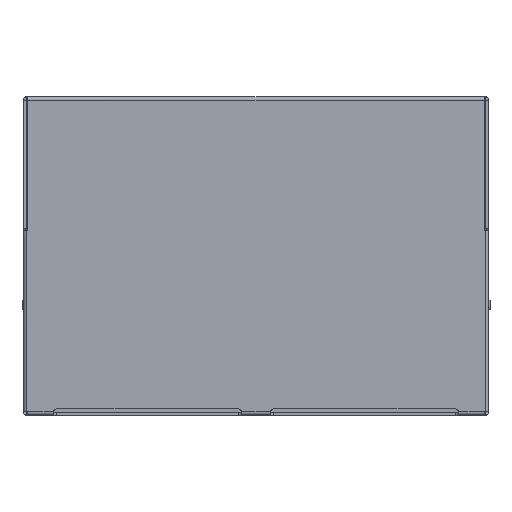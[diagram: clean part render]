
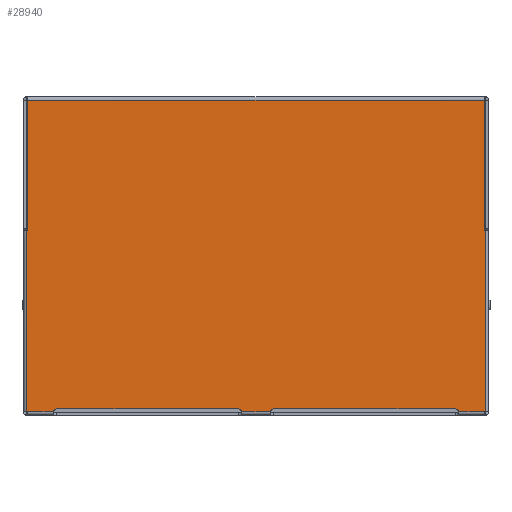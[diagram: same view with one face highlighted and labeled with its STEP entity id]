
A CAD part, front view. The second image highlights one B-rep face of the part: STEP entity #28940.
In plain terms, the highlighted planar face has unit normal (0, -1, 0).
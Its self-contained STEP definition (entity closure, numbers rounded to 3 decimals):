
#7714=DIRECTION('',(0.,0.,1.));
#7715=VECTOR('',#7714,8.651);
#7716=CARTESIAN_POINT('',(-15.129,-6.775,12.029));
#7717=LINE('',#7716,#7715);
#7750=DIRECTION('',(1.,0.,0.));
#7751=VECTOR('',#7750,30.259);
#7752=CARTESIAN_POINT('',(-15.129,-6.775,20.68));
#7753=LINE('',#7752,#7751);
#9053=DIRECTION('',(0.,0.,1.));
#9054=VECTOR('',#9053,12.009);
#9055=CARTESIAN_POINT('',(-15.179,-6.775,0.02));
#9056=LINE('',#9055,#9054);
#9073=DIRECTION('',(-1.,0.,0.));
#9074=VECTOR('',#9073,0.05);
#9075=CARTESIAN_POINT('',(-15.129,-6.775,12.029));
#9076=LINE('',#9075,#9074);
#9077=DIRECTION('',(0.,0.,1.));
#9078=VECTOR('',#9077,8.651);
#9079=CARTESIAN_POINT('',(15.129,-6.775,12.029));
#9080=LINE('',#9079,#9078);
#9081=DIRECTION('',(1.,0.,0.));
#9082=VECTOR('',#9081,0.05);
#9083=CARTESIAN_POINT('',(15.129,-6.775,0.02));
#9084=LINE('',#9083,#9082);
#9085=CARTESIAN_POINT('',(13.185,-6.775,-0.027));
#9086=DIRECTION('',(0.,1.,0.));
#9087=DIRECTION('',(0.,0.,1.));
#9088=AXIS2_PLACEMENT_3D('',#9085,#9086,#9087);
#9090=DIRECTION('',(1.,0.,0.));
#9091=VECTOR('',#9090,12.);
#9092=CARTESIAN_POINT('',(1.185,-6.775,0.223));
#9093=LINE('',#9092,#9091);
#9094=CARTESIAN_POINT('',(1.185,-6.775,-0.027));
#9095=DIRECTION('',(0.,1.,0.));
#9096=DIRECTION('',(-0.982,0.,0.188));
#9097=AXIS2_PLACEMENT_3D('',#9094,#9095,#9096);
#9099=CARTESIAN_POINT('',(-1.185,-6.775,-0.027));
#9100=DIRECTION('',(0.,1.,0.));
#9101=DIRECTION('',(0.,0.,1.));
#9102=AXIS2_PLACEMENT_3D('',#9099,#9100,#9101);
#9104=DIRECTION('',(1.,0.,0.));
#9105=VECTOR('',#9104,12.);
#9106=CARTESIAN_POINT('',(-13.185,-6.775,0.223));
#9107=LINE('',#9106,#9105);
#9108=CARTESIAN_POINT('',(-13.185,-6.775,-0.027));
#9109=DIRECTION('',(0.,1.,0.));
#9110=DIRECTION('',(-0.982,0.,0.189));
#9111=AXIS2_PLACEMENT_3D('',#9108,#9109,#9110);
#9113=DIRECTION('',(-1.,0.,0.));
#9114=VECTOR('',#9113,1.699);
#9115=CARTESIAN_POINT('',(-13.43,-6.775,0.02));
#9116=LINE('',#9115,#9114);
#9135=DIRECTION('',(-1.,0.,0.));
#9136=VECTOR('',#9135,0.05);
#9137=CARTESIAN_POINT('',(-15.129,-6.775,0.02));
#9138=LINE('',#9137,#9136);
#9573=DIRECTION('',(-1.,0.,0.));
#9574=VECTOR('',#9573,1.699);
#9575=CARTESIAN_POINT('',(15.129,-6.775,0.02));
#9576=LINE('',#9575,#9574);
#9655=DIRECTION('',(-1.,0.,0.));
#9656=VECTOR('',#9655,1.879);
#9657=CARTESIAN_POINT('',(0.939,-6.775,0.02));
#9658=LINE('',#9657,#9656);
#9781=DIRECTION('',(0.,0.,-1.));
#9782=VECTOR('',#9781,12.009);
#9783=CARTESIAN_POINT('',(15.179,-6.775,12.029));
#9784=LINE('',#9783,#9782);
#9795=CARTESIAN_POINT('',(15.179,-6.775,0.02));
#9855=DIRECTION('',(1.,0.,0.));
#9856=VECTOR('',#9855,0.05);
#9857=CARTESIAN_POINT('',(15.129,-6.775,12.029));
#9858=LINE('',#9857,#9856);
#12826=VERTEX_POINT('',#9795);
#12855=CARTESIAN_POINT('',(15.179,-6.775,12.029));
#12857=VERTEX_POINT('',#12855);
#13158=CARTESIAN_POINT('',(-15.129,-6.775,12.029));
#13159=CARTESIAN_POINT('',(-15.129,-6.775,20.68));
#13160=VERTEX_POINT('',#13158);
#13161=VERTEX_POINT('',#13159);
#13488=CARTESIAN_POINT('',(13.185,-6.775,0.223));
#13489=CARTESIAN_POINT('',(13.431,-6.775,0.02));
#13490=VERTEX_POINT('',#13488);
#13491=VERTEX_POINT('',#13489);
#13791=CARTESIAN_POINT('',(-0.939,-6.775,0.02));
#13793=VERTEX_POINT('',#13791);
#13812=CARTESIAN_POINT('',(0.939,-6.775,0.02));
#13813=VERTEX_POINT('',#13812);
#14073=CARTESIAN_POINT('',(-15.179,-6.775,0.02));
#14075=VERTEX_POINT('',#14073);
#14147=CARTESIAN_POINT('',(15.129,-6.775,12.029));
#14148=CARTESIAN_POINT('',(15.129,-6.775,20.68));
#14149=VERTEX_POINT('',#14147);
#14150=VERTEX_POINT('',#14148);
#14552=CARTESIAN_POINT('',(-15.129,-6.775,0.02));
#14553=VERTEX_POINT('',#14552);
#14839=CARTESIAN_POINT('',(-13.43,-6.775,0.02));
#14840=VERTEX_POINT('',#14839);
#15024=CARTESIAN_POINT('',(-13.185,-6.775,0.223));
#15025=VERTEX_POINT('',#15024);
#15078=CARTESIAN_POINT('',(15.129,-6.775,0.02));
#15079=VERTEX_POINT('',#15078);
#15550=CARTESIAN_POINT('',(1.185,-6.775,0.223));
#15551=VERTEX_POINT('',#15550);
#15660=CARTESIAN_POINT('',(-15.179,-6.775,12.029));
#15661=VERTEX_POINT('',#15660);
#15807=CARTESIAN_POINT('',(-1.185,-6.775,0.223));
#15808=VERTEX_POINT('',#15807);
#28900=CARTESIAN_POINT('',(0.,-6.775,0.));
#28901=DIRECTION('',(0.,1.,0.));
#28902=DIRECTION('',(0.,0.,1.));
#28903=AXIS2_PLACEMENT_3D('',#28900,#28901,#28902);
#28904=PLANE('',#28903);
#28906=ORIENTED_EDGE('',*,*,#28905,.T.);
#28908=ORIENTED_EDGE('',*,*,#28907,.T.);
#28909=ORIENTED_EDGE('',*,*,#28892,.T.);
#28911=ORIENTED_EDGE('',*,*,#28910,.F.);
#28912=ORIENTED_EDGE('',*,*,#26948,.T.);
#28913=ORIENTED_EDGE('',*,*,#27014,.T.);
#28915=ORIENTED_EDGE('',*,*,#28914,.F.);
#28917=ORIENTED_EDGE('',*,*,#28916,.T.);
#28919=ORIENTED_EDGE('',*,*,#28918,.T.);
#28921=ORIENTED_EDGE('',*,*,#28920,.F.);
#28923=ORIENTED_EDGE('',*,*,#28922,.T.);
#28925=ORIENTED_EDGE('',*,*,#28924,.F.);
#28927=ORIENTED_EDGE('',*,*,#28926,.F.);
#28929=ORIENTED_EDGE('',*,*,#28928,.F.);
#28931=ORIENTED_EDGE('',*,*,#28930,.T.);
#28933=ORIENTED_EDGE('',*,*,#28932,.F.);
#28935=ORIENTED_EDGE('',*,*,#28934,.F.);
#28937=ORIENTED_EDGE('',*,*,#28936,.F.);
#28938=EDGE_LOOP('',(#28906,#28908,#28909,#28911,#28912,#28913,#28915,#28917,
#28919,#28921,#28923,#28925,#28927,#28929,#28931,#28933,#28935,#28937));
#28939=FACE_OUTER_BOUND('',#28938,.F.);
#28940=ADVANCED_FACE('',(#28939),#28904,.F.);
#9089=CIRCLE('',#9088,0.25);
#9098=CIRCLE('',#9097,0.25);
#9103=CIRCLE('',#9102,0.25);
#9112=CIRCLE('',#9111,0.25);
#26948=EDGE_CURVE('',#13160,#13161,#7717,.T.);
#27014=EDGE_CURVE('',#13161,#14150,#7753,.T.);
#28892=EDGE_CURVE('',#14075,#15661,#9056,.T.);
#28905=EDGE_CURVE('',#14840,#14553,#9116,.T.);
#28907=EDGE_CURVE('',#14553,#14075,#9138,.T.);
#28910=EDGE_CURVE('',#13160,#15661,#9076,.T.);
#28914=EDGE_CURVE('',#14149,#14150,#9080,.T.);
#28916=EDGE_CURVE('',#14149,#12857,#9858,.T.);
#28918=EDGE_CURVE('',#12857,#12826,#9784,.T.);
#28920=EDGE_CURVE('',#15079,#12826,#9084,.T.);
#28922=EDGE_CURVE('',#15079,#13491,#9576,.T.);
#28924=EDGE_CURVE('',#13490,#13491,#9089,.T.);
#28926=EDGE_CURVE('',#15551,#13490,#9093,.T.);
#28928=EDGE_CURVE('',#13813,#15551,#9098,.T.);
#28930=EDGE_CURVE('',#13813,#13793,#9658,.T.);
#28932=EDGE_CURVE('',#15808,#13793,#9103,.T.);
#28934=EDGE_CURVE('',#15025,#15808,#9107,.T.);
#28936=EDGE_CURVE('',#14840,#15025,#9112,.T.);
